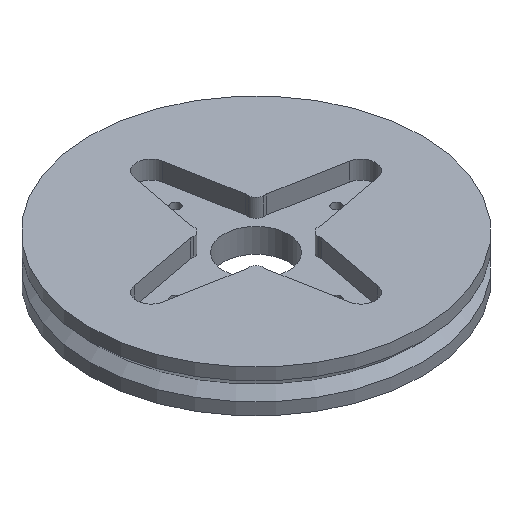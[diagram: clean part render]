
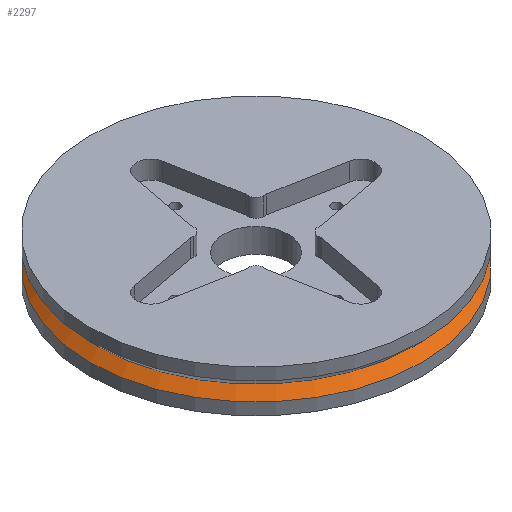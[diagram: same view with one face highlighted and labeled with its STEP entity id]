
A CAD part, isometric view. The second image highlights one B-rep face of the part: STEP entity #2297.
In plain terms, the highlighted conical face has half-angle 45 degrees and reference radius 26 mm.
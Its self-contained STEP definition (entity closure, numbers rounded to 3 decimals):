
#747 = CONICAL_SURFACE('',#748,27.5,0.785);
#748 = AXIS2_PLACEMENT_3D('',#749,#750,#751);
#749 = CARTESIAN_POINT('',(0.,0.,1.5));
#750 = DIRECTION('',(0.,0.,1.));
#751 = DIRECTION('',(1.,0.,0.));
#2062 = VERTEX_POINT('',#2063);
#2063 = CARTESIAN_POINT('',(26.,0.,0.));
#2084 = EDGE_CURVE('',#2062,#2062,#2085,.T.);
#2085 = SURFACE_CURVE('',#2086,(#2091,#2098),.PCURVE_S1.);
#2086 = CIRCLE('',#2087,26.);
#2087 = AXIS2_PLACEMENT_3D('',#2088,#2089,#2090);
#2088 = CARTESIAN_POINT('',(0.,0.,0.));
#2089 = DIRECTION('',(0.,0.,-1.));
#2090 = DIRECTION('',(1.,0.,0.));
#2091 = PCURVE('',#747,#2092);
#2092 = DEFINITIONAL_REPRESENTATION('',(#2093),#2097);
#2093 = LINE('',#2094,#2095);
#2094 = CARTESIAN_POINT('',(-0.,-1.5));
#2095 = VECTOR('',#2096,1.);
#2096 = DIRECTION('',(-1.,-0.));
#2097 = ( GEOMETRIC_REPRESENTATION_CONTEXT(2) 
PARAMETRIC_REPRESENTATION_CONTEXT() REPRESENTATION_CONTEXT('2D SPACE',''
  ) );
#2098 = PCURVE('',#2099,#2104);
#2099 = CONICAL_SURFACE('',#2100,26.,0.785);
#2100 = AXIS2_PLACEMENT_3D('',#2101,#2102,#2103);
#2101 = CARTESIAN_POINT('',(0.,0.,0.));
#2102 = DIRECTION('',(0.,0.,-1.));
#2103 = DIRECTION('',(1.,0.,0.));
#2104 = DEFINITIONAL_REPRESENTATION('',(#2105),#2109);
#2105 = LINE('',#2106,#2107);
#2106 = CARTESIAN_POINT('',(0.,0.));
#2107 = VECTOR('',#2108,1.);
#2108 = DIRECTION('',(1.,0.));
#2109 = ( GEOMETRIC_REPRESENTATION_CONTEXT(2) 
PARAMETRIC_REPRESENTATION_CONTEXT() REPRESENTATION_CONTEXT('2D SPACE',''
  ) );
#2297 = ADVANCED_FACE('',(#2298),#2099,.T.);
#2298 = FACE_BOUND('',#2299,.T.);
#2299 = EDGE_LOOP('',(#2300,#2301,#2324,#2351));
#2300 = ORIENTED_EDGE('',*,*,#2084,.T.);
#2301 = ORIENTED_EDGE('',*,*,#2302,.T.);
#2302 = EDGE_CURVE('',#2062,#2303,#2305,.T.);
#2303 = VERTEX_POINT('',#2304);
#2304 = CARTESIAN_POINT('',(27.5,0.,-1.5));
#2305 = SEAM_CURVE('',#2306,(#2310,#2317),.PCURVE_S1.);
#2306 = LINE('',#2307,#2308);
#2307 = CARTESIAN_POINT('',(26.,0.,0.));
#2308 = VECTOR('',#2309,1.);
#2309 = DIRECTION('',(0.707,0.,-0.707
    ));
#2310 = PCURVE('',#2099,#2311);
#2311 = DEFINITIONAL_REPRESENTATION('',(#2312),#2316);
#2312 = LINE('',#2313,#2314);
#2313 = CARTESIAN_POINT('',(0.,0.));
#2314 = VECTOR('',#2315,1.);
#2315 = DIRECTION('',(0.,1.));
#2316 = ( GEOMETRIC_REPRESENTATION_CONTEXT(2) 
PARAMETRIC_REPRESENTATION_CONTEXT() REPRESENTATION_CONTEXT('2D SPACE',''
  ) );
#2317 = PCURVE('',#2099,#2318);
#2318 = DEFINITIONAL_REPRESENTATION('',(#2319),#2323);
#2319 = LINE('',#2320,#2321);
#2320 = CARTESIAN_POINT('',(6.283,0.));
#2321 = VECTOR('',#2322,1.);
#2322 = DIRECTION('',(0.,1.));
#2323 = ( GEOMETRIC_REPRESENTATION_CONTEXT(2) 
PARAMETRIC_REPRESENTATION_CONTEXT() REPRESENTATION_CONTEXT('2D SPACE',''
  ) );
#2324 = ORIENTED_EDGE('',*,*,#2325,.F.);
#2325 = EDGE_CURVE('',#2303,#2303,#2326,.T.);
#2326 = SURFACE_CURVE('',#2327,(#2332,#2339),.PCURVE_S1.);
#2327 = CIRCLE('',#2328,27.5);
#2328 = AXIS2_PLACEMENT_3D('',#2329,#2330,#2331);
#2329 = CARTESIAN_POINT('',(0.,0.,-1.5));
#2330 = DIRECTION('',(0.,0.,-1.));
#2331 = DIRECTION('',(1.,0.,0.));
#2332 = PCURVE('',#2099,#2333);
#2333 = DEFINITIONAL_REPRESENTATION('',(#2334),#2338);
#2334 = LINE('',#2335,#2336);
#2335 = CARTESIAN_POINT('',(0.,1.5));
#2336 = VECTOR('',#2337,1.);
#2337 = DIRECTION('',(1.,0.));
#2338 = ( GEOMETRIC_REPRESENTATION_CONTEXT(2) 
PARAMETRIC_REPRESENTATION_CONTEXT() REPRESENTATION_CONTEXT('2D SPACE',''
  ) );
#2339 = PCURVE('',#2340,#2345);
#2340 = CYLINDRICAL_SURFACE('',#2341,27.5);
#2341 = AXIS2_PLACEMENT_3D('',#2342,#2343,#2344);
#2342 = CARTESIAN_POINT('',(0.,0.,-1.5));
#2343 = DIRECTION('',(0.,0.,-1.));
#2344 = DIRECTION('',(1.,0.,0.));
#2345 = DEFINITIONAL_REPRESENTATION('',(#2346),#2350);
#2346 = LINE('',#2347,#2348);
#2347 = CARTESIAN_POINT('',(0.,0.));
#2348 = VECTOR('',#2349,1.);
#2349 = DIRECTION('',(1.,0.));
#2350 = ( GEOMETRIC_REPRESENTATION_CONTEXT(2) 
PARAMETRIC_REPRESENTATION_CONTEXT() REPRESENTATION_CONTEXT('2D SPACE',''
  ) );
#2351 = ORIENTED_EDGE('',*,*,#2302,.F.);
